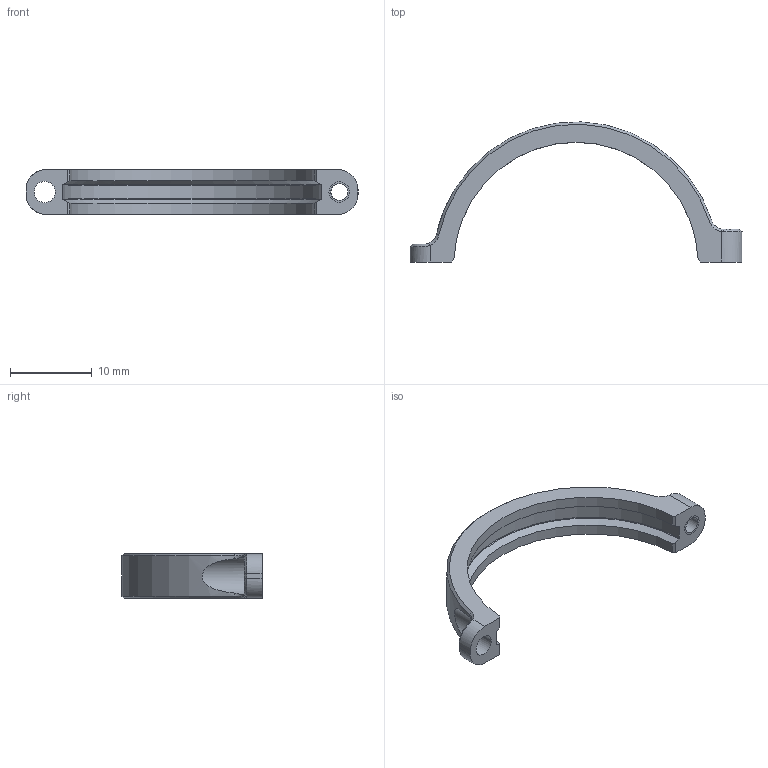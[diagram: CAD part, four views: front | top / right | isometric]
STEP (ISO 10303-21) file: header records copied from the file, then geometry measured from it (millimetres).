
FILE_DESCRIPTION((''),'2;1');
FILE_NAME('RC_IIT_010_P_034','2021-10-19T14:05:30',('silo-mech'),(''),'CREO PARAMETRIC BY PTC INC, 2020454','CREO PARAMETRIC BY PTC INC, 2020454','');
FILE_SCHEMA(('CONFIG_CONTROL_DESIGN'));
Length unit declared in the file: millimetre
Products named in the file (1): RC_IIT_010_P_034
Bounding box: 40.6 x 17.14 x 5.5 mm (x, y, z)
Volume: 639.1 mm3; surface area: 1005.4 mm2
Topology: 1 solids, 2 shells, 50 faces, 131 edges, 82 vertices
Faces by surface type: cylinder 18, plane 14, cone 12, bspline 4, torus 2
Entity records: 1754 total; most frequent: CARTESIAN_POINT 496, ORIENTED_EDGE 258, DIRECTION 245, EDGE_CURVE 131, AXIS2_PLACEMENT_3D 92, VERTEX_POINT 82, VECTOR 61, LINE 61
